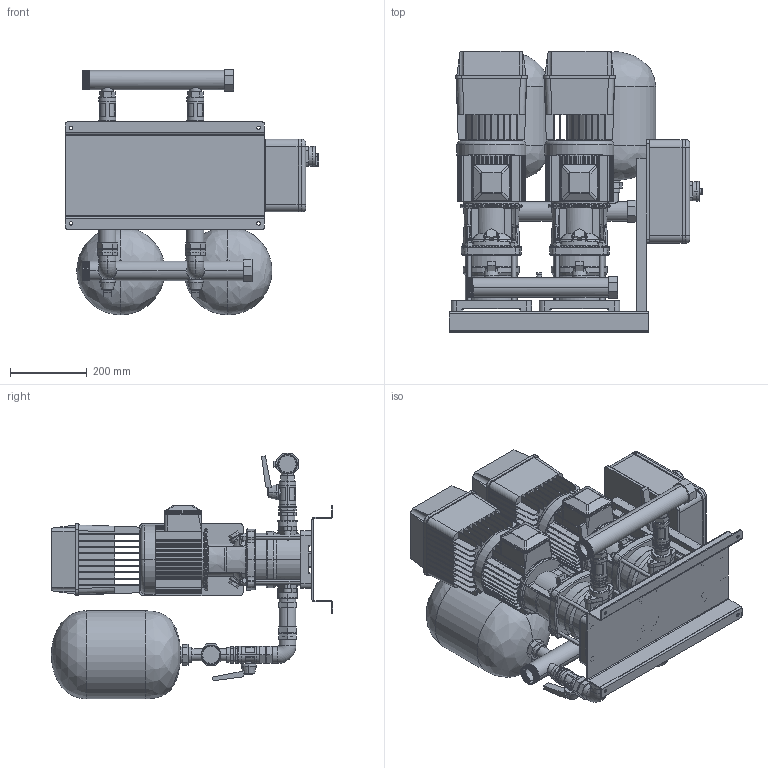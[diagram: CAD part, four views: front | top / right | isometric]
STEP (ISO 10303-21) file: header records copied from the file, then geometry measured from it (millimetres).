
FILE_DESCRIPTION (( 'STEP AP214' ), '1' );
FILE_NAME ('2SBI_5-8_TE_ZB00050633.STEP', '2022-01-16T18:46:26', ( '' ), ( '' ), 'SwSTEP 2.0', 'SolidWorks 2020', '' );
FILE_SCHEMA (( 'AUTOMOTIVE_DESIGN' ));
Length unit declared in the file: millimetre
Products named in the file (1): 2SBI_5-8_TE_ZB00050633
Bounding box: 662 x 735 x 641.93 mm (x, y, z)
Volume: 57535568.8 mm3; surface area: 3984007 mm2
Topology: 50 solids, 51 shells, 3172 faces, 8194 edges, 5189 vertices
Faces by surface type: plane 1448, cylinder 1057, bspline 368, torus 171, cone 92, sphere 36
Entity records: 169465 total; most frequent: CARTESIAN_POINT 59524, ORIENTED_EDGE 16284, DIRECTION 14472, EDGE_CURVE 8142, VERTEX_POINT 5189, AXIS2_PLACEMENT_3D 5081, VECTOR 4310, LINE 4310
